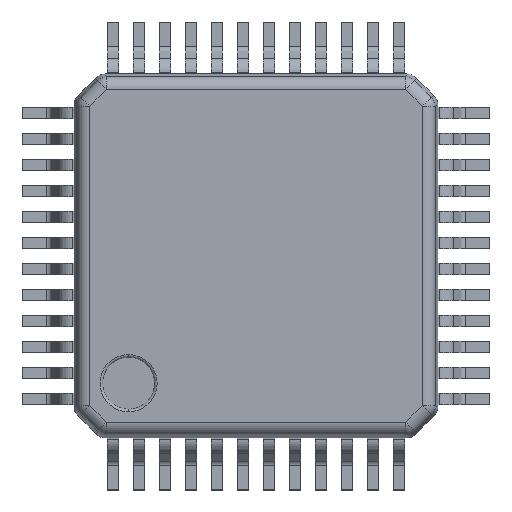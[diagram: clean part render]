
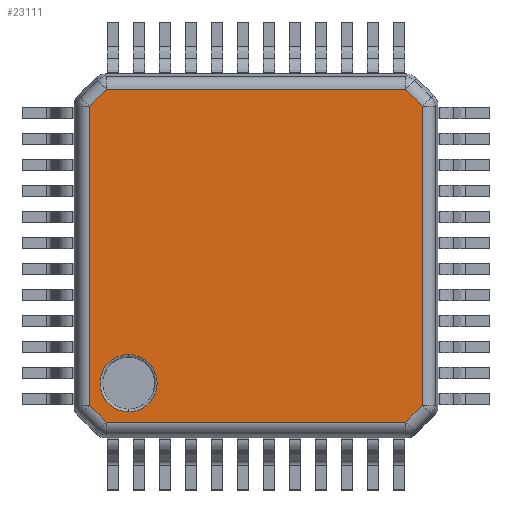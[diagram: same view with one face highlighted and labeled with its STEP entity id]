
A CAD part, top view. The second image highlights one B-rep face of the part: STEP entity #23111.
In plain terms, the highlighted planar face has unit normal (0, 0, 1).
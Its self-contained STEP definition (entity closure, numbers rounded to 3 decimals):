
#22809 = CARTESIAN_POINT ( 'NONE',  ( -2.45, -3., 1.6 ) ) ;
#22810 = VERTEX_POINT ( 'NONE', #22809 ) ;
#22818 = CARTESIAN_POINT ( 'NONE',  ( -2.45, -1.9, 1.6 ) ) ;
#22819 = VERTEX_POINT ( 'NONE', #22818 ) ;
#22820 = CARTESIAN_POINT ( 'NONE',  ( -2.45, -2.45, 1.6 ) ) ;
#22821 = DIRECTION ( 'NONE',  ( 0., 0., -1. ) ) ;
#22822 = DIRECTION ( 'NONE',  ( 0., 1., 0. ) ) ;
#22823 = AXIS2_PLACEMENT_3D ( 'NONE', #22820, #22821, #22822 ) ;
#22824 = CIRCLE ( 'NONE', #22823, 0.55) ;
#22825 = EDGE_CURVE ( 'NONE', #22819, #22810, #22824, .T. ) ;
#23030 = CARTESIAN_POINT ( 'NONE',  ( 2.876, 3.201, 1.6 ) ) ;
#23031 = VERTEX_POINT ( 'NONE', #23030 ) ;
#23032 = CARTESIAN_POINT ( 'NONE',  ( -2.876, 3.201, 1.6 ) ) ;
#23033 = VERTEX_POINT ( 'NONE', #23032 ) ;
#23034 = CARTESIAN_POINT ( 'NONE',  ( -2.956, 3.201, 1.6 ) ) ;
#23035 = DIRECTION ( 'NONE',  ( -1., 0., 0. ) ) ;
#23036 = VECTOR ( 'NONE', #23035, 1000. ) ;
#23037 = LINE ( 'NONE', #23034, #23036 ) ;
#23038 = EDGE_CURVE ( 'NONE', #23031, #23033, #23037, .T. ) ;
#23039 = ORIENTED_EDGE ( 'NONE', *, *, #23038, .T. ) ;
#23040 = CARTESIAN_POINT ( 'NONE',  ( -3.201, 2.876, 1.6 ) ) ;
#23041 = VERTEX_POINT ( 'NONE', #23040 ) ;
#23042 = CARTESIAN_POINT ( 'NONE',  ( -3.257, 2.82, 1.6 ) ) ;
#23043 = DIRECTION ( 'NONE',  ( -0.707, -0.707, 0. ) ) ;
#23044 = VECTOR ( 'NONE', #23043, 1000. ) ;
#23045 = LINE ( 'NONE', #23042, #23044 ) ;
#23046 = EDGE_CURVE ( 'NONE', #23033, #23041, #23045, .T. ) ;
#23047 = ORIENTED_EDGE ( 'NONE', *, *, #23046, .T. ) ;
#23048 = CARTESIAN_POINT ( 'NONE',  ( -3.201, -2.876, 1.6 ) ) ;
#23049 = VERTEX_POINT ( 'NONE', #23048 ) ;
#23050 = CARTESIAN_POINT ( 'NONE',  ( -3.201, -2.956, 1.6 ) ) ;
#23051 = DIRECTION ( 'NONE',  ( 0., -1., 0. ) ) ;
#23052 = VECTOR ( 'NONE', #23051, 1000. ) ;
#23053 = LINE ( 'NONE', #23050, #23052 ) ;
#23054 = EDGE_CURVE ( 'NONE', #23041, #23049, #23053, .T. ) ;
#23055 = ORIENTED_EDGE ( 'NONE', *, *, #23054, .T. ) ;
#23056 = CARTESIAN_POINT ( 'NONE',  ( -2.876, -3.201, 1.6 ) ) ;
#23057 = VERTEX_POINT ( 'NONE', #23056 ) ;
#23058 = CARTESIAN_POINT ( 'NONE',  ( -2.82, -3.257, 1.6 ) ) ;
#23059 = DIRECTION ( 'NONE',  ( 0.707, -0.707, 0. ) ) ;
#23060 = VECTOR ( 'NONE', #23059, 1000. ) ;
#23061 = LINE ( 'NONE', #23058, #23060 ) ;
#23062 = EDGE_CURVE ( 'NONE', #23049, #23057, #23061, .T. ) ;
#23063 = ORIENTED_EDGE ( 'NONE', *, *, #23062, .T. ) ;
#23064 = CARTESIAN_POINT ( 'NONE',  ( 2.876, -3.201, 1.6 ) ) ;
#23065 = VERTEX_POINT ( 'NONE', #23064 ) ;
#23066 = CARTESIAN_POINT ( 'NONE',  ( 2.956, -3.201, 1.6 ) ) ;
#23067 = DIRECTION ( 'NONE',  ( 1., 0., 0. ) ) ;
#23068 = VECTOR ( 'NONE', #23067, 1000. ) ;
#23069 = LINE ( 'NONE', #23066, #23068 ) ;
#23070 = EDGE_CURVE ( 'NONE', #23057, #23065, #23069, .T. ) ;
#23071 = ORIENTED_EDGE ( 'NONE', *, *, #23070, .T. ) ;
#23072 = CARTESIAN_POINT ( 'NONE',  ( 3.201, -2.876, 1.6 ) ) ;
#23073 = VERTEX_POINT ( 'NONE', #23072 ) ;
#23074 = CARTESIAN_POINT ( 'NONE',  ( 3.257, -2.82, 1.6 ) ) ;
#23075 = DIRECTION ( 'NONE',  ( 0.707, 0.707, 0. ) ) ;
#23076 = VECTOR ( 'NONE', #23075, 1000. ) ;
#23077 = LINE ( 'NONE', #23074, #23076 ) ;
#23078 = EDGE_CURVE ( 'NONE', #23065, #23073, #23077, .T. ) ;
#23079 = ORIENTED_EDGE ( 'NONE', *, *, #23078, .T. ) ;
#23080 = CARTESIAN_POINT ( 'NONE',  ( 3.201, 2.876, 1.6 ) ) ;
#23081 = VERTEX_POINT ( 'NONE', #23080 ) ;
#23082 = CARTESIAN_POINT ( 'NONE',  ( 3.201, 2.956, 1.6 ) ) ;
#23083 = DIRECTION ( 'NONE',  ( 0., 1., 0. ) ) ;
#23084 = VECTOR ( 'NONE', #23083, 1000. ) ;
#23085 = LINE ( 'NONE', #23082, #23084 ) ;
#23086 = EDGE_CURVE ( 'NONE', #23073, #23081, #23085, .T. ) ;
#23087 = ORIENTED_EDGE ( 'NONE', *, *, #23086, .T. ) ;
#23088 = CARTESIAN_POINT ( 'NONE',  ( 2.82, 3.257, 1.6 ) ) ;
#23089 = DIRECTION ( 'NONE',  ( -0.707, 0.707, 0. ) ) ;
#23090 = VECTOR ( 'NONE', #23089, 1000. ) ;
#23091 = LINE ( 'NONE', #23088, #23090 ) ;
#23092 = EDGE_CURVE ( 'NONE', #23081, #23031, #23091, .T. ) ;
#23093 = ORIENTED_EDGE ( 'NONE', *, *, #23092, .T. ) ;
#23094 = EDGE_LOOP ( 'NONE', ( #23039, #23047, #23055, #23063, #23071, #23079, #23087, #23093 ) ) ;
#23095 = FACE_OUTER_BOUND ( 'NONE', #23094, .T. ) ;
#23096 = ORIENTED_EDGE ( 'NONE', *, *, #22825, .T. ) ;
#23097 = CARTESIAN_POINT ( 'NONE',  ( -2.45, -2.45, 1.6 ) ) ;
#23098 = DIRECTION ( 'NONE',  ( 0., 0., -1. ) ) ;
#23099 = DIRECTION ( 'NONE',  ( 0., 1., 0. ) ) ;
#23100 = AXIS2_PLACEMENT_3D ( 'NONE', #23097, #23098, #23099 ) ;
#23101 = CIRCLE ( 'NONE', #23100, 0.55) ;
#23102 = EDGE_CURVE ( 'NONE', #22810, #22819, #23101, .T. ) ;
#23103 = ORIENTED_EDGE ( 'NONE', *, *, #23102, .T. ) ;
#23104 = EDGE_LOOP ( 'NONE', ( #23096, #23103 ) ) ;
#23105 = FACE_BOUND ( 'NONE', #23104, .T. ) ;
#23106 = CARTESIAN_POINT ( 'NONE',  ( 0., 0., 1.6 ) ) ;
#23107 = DIRECTION ( 'NONE',  ( 0., 0., -1. ) ) ;
#23108 = DIRECTION ( 'NONE',  ( 0., 1., 0. ) ) ;
#23109 = AXIS2_PLACEMENT_3D ( 'NONE', #23106, #23107, #23108 ) ;
#23110 = PLANE ( 'NONE', #23109 ) ;
#23111 = ADVANCED_FACE ( 'NONE', ( #23095, #23105 ), #23110, .F. ) ;
